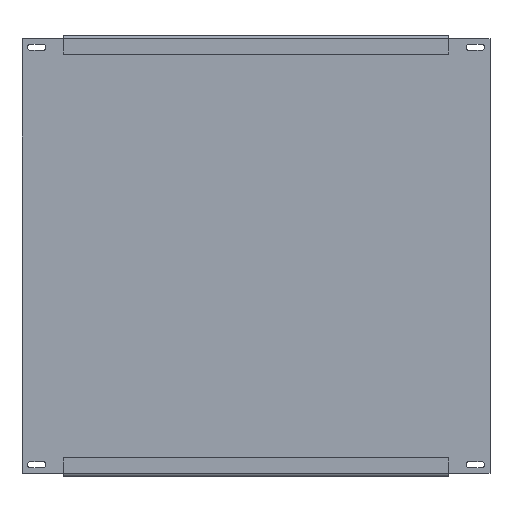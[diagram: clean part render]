
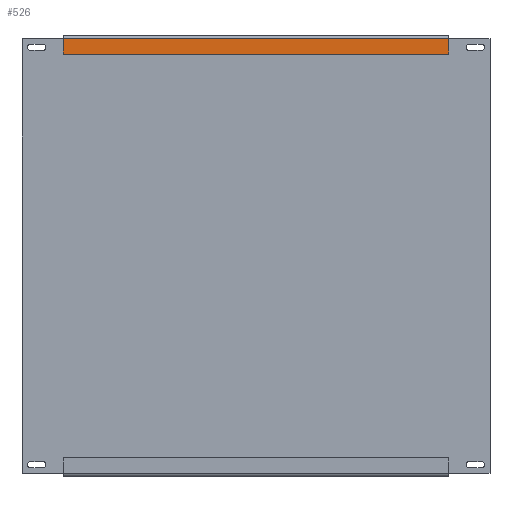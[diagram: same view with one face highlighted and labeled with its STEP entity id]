
A CAD part, top view. The second image highlights one B-rep face of the part: STEP entity #526.
In plain terms, the highlighted planar face has unit normal (0, 0, 1).
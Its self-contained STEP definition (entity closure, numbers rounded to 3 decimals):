
#20 = CARTESIAN_POINT ( 'NONE',  ( 0., 0., 18. ) ) ;
#193 = CARTESIAN_POINT ( 'NONE',  ( 45., 456.5, 18. ) ) ;
#227 = DIRECTION ( 'NONE',  ( -1., 0., 0. ) ) ;
#262 = EDGE_CURVE ( 'NONE', #519, #1723, #1724, .T. ) ;
#293 = CARTESIAN_POINT ( 'NONE',  ( 45., 474.5, 18. ) ) ;
#297 = CARTESIAN_POINT ( 'NONE',  ( 45., 473.5, 18. ) ) ;
#316 = FACE_OUTER_BOUND ( 'NONE', #1323, .T. ) ;
#331 = AXIS2_PLACEMENT_3D ( 'NONE', #20, #1683, #346 ) ;
#333 = EDGE_CURVE ( 'NONE', #1723, #1792, #815, .T. ) ;
#346 = DIRECTION ( 'NONE',  ( 0., -1., 0. ) ) ;
#385 = VERTEX_POINT ( 'NONE', #297 ) ;
#410 = DIRECTION ( 'NONE',  ( -1., 0., 0. ) ) ;
#500 = CARTESIAN_POINT ( 'NONE',  ( 465., 456.5, 18. ) ) ;
#519 = VERTEX_POINT ( 'NONE', #1697 ) ;
#526 = ADVANCED_FACE ( 'NONE', ( #316 ), #632, .T. ) ;
#538 = ORIENTED_EDGE ( 'NONE', *, *, #333, .F. ) ;
#625 = CARTESIAN_POINT ( 'NONE',  ( 465., 456.5, 18. ) ) ;
#632 = PLANE ( 'NONE',  #331 ) ;
#770 = VECTOR ( 'NONE', #1173, 1000. ) ;
#815 = LINE ( 'NONE', #193, #1429 ) ;
#878 = DIRECTION ( 'NONE',  ( 0., 1., 0. ) ) ;
#944 = EDGE_CURVE ( 'NONE', #1792, #385, #1330, .T. ) ;
#975 = ORIENTED_EDGE ( 'NONE', *, *, #262, .F. ) ;
#1043 = VECTOR ( 'NONE', #878, 1000. ) ;
#1173 = DIRECTION ( 'NONE',  ( 0., -1., 0. ) ) ;
#1280 = ORIENTED_EDGE ( 'NONE', *, *, #944, .F. ) ;
#1323 = EDGE_LOOP ( 'NONE', ( #975, #1715, #1280, #538 ) ) ;
#1330 = LINE ( 'NONE', #293, #1043 ) ;
#1429 = VECTOR ( 'NONE', #227, 1000. ) ;
#1532 = VECTOR ( 'NONE', #410, 1000. ) ;
#1543 = EDGE_CURVE ( 'NONE', #519, #385, #1760, .T. ) ;
#1549 = CARTESIAN_POINT ( 'NONE',  ( 45., 456.5, 18. ) ) ;
#1683 = DIRECTION ( 'NONE',  ( 0., 0., 1. ) ) ;
#1697 = CARTESIAN_POINT ( 'NONE',  ( 465., 473.5, 18. ) ) ;
#1715 = ORIENTED_EDGE ( 'NONE', *, *, #1543, .T. ) ;
#1723 = VERTEX_POINT ( 'NONE', #625 ) ;
#1724 = LINE ( 'NONE', #500, #770 ) ;
#1760 = LINE ( 'NONE', #1921, #1532 ) ;
#1792 = VERTEX_POINT ( 'NONE', #1549 ) ;
#1921 = CARTESIAN_POINT ( 'NONE',  ( 0., 473.5, 18. ) ) ;
